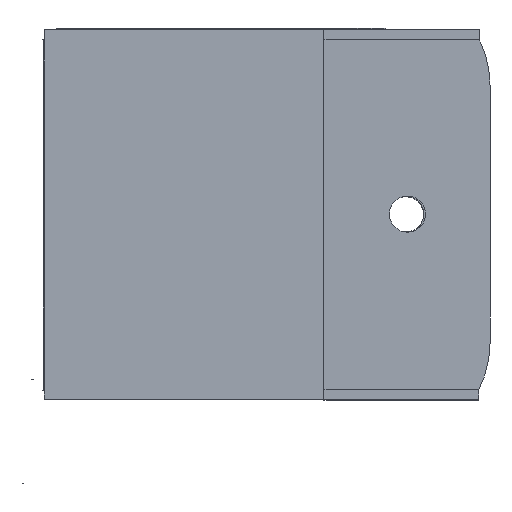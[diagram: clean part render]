
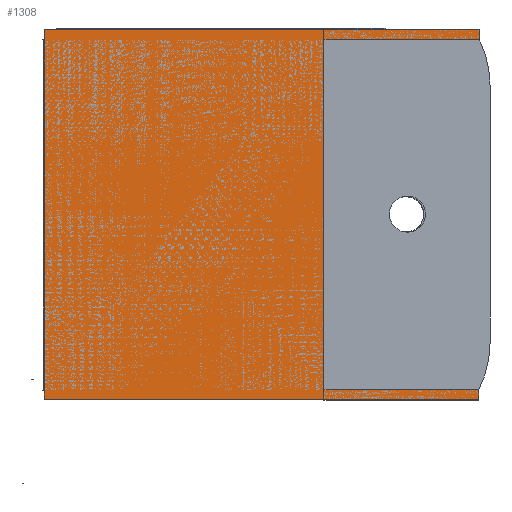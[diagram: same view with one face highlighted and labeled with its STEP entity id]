
A CAD part, front view. The second image highlights one B-rep face of the part: STEP entity #1308.
In plain terms, the highlighted planar face has unit normal (0, -1, 0).
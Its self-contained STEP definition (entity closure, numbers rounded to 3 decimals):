
#194=FACE_OUTER_BOUND('',#269,.T.);
#269=EDGE_LOOP('',(#1111,#1112,#1113,#1114,#1115,#1116,#1117,#1118,#1119,
#1120));
#369=LINE('',#3057,#495);
#370=LINE('',#3059,#496);
#371=LINE('',#3061,#497);
#372=LINE('',#3063,#498);
#373=LINE('',#3065,#499);
#374=LINE('',#3067,#500);
#375=LINE('',#3069,#501);
#376=LINE('',#3071,#502);
#377=LINE('',#3073,#503);
#378=LINE('',#3074,#504);
#495=VECTOR('',#1670,10.);
#496=VECTOR('',#1671,10.);
#497=VECTOR('',#1672,10.);
#498=VECTOR('',#1673,10.);
#499=VECTOR('',#1674,10.);
#500=VECTOR('',#1675,10.);
#501=VECTOR('',#1676,10.);
#502=VECTOR('',#1677,10.);
#503=VECTOR('',#1678,10.);
#504=VECTOR('',#1679,10.);
#637=VERTEX_POINT('',#3055);
#638=VERTEX_POINT('',#3056);
#639=VERTEX_POINT('',#3058);
#640=VERTEX_POINT('',#3060);
#641=VERTEX_POINT('',#3062);
#642=VERTEX_POINT('',#3064);
#643=VERTEX_POINT('',#3066);
#644=VERTEX_POINT('',#3068);
#645=VERTEX_POINT('',#3070);
#646=VERTEX_POINT('',#3072);
#818=EDGE_CURVE('',#637,#638,#369,.T.);
#819=EDGE_CURVE('',#639,#638,#370,.T.);
#820=EDGE_CURVE('',#640,#639,#371,.T.);
#821=EDGE_CURVE('',#640,#641,#372,.T.);
#822=EDGE_CURVE('',#642,#641,#373,.T.);
#823=EDGE_CURVE('',#642,#643,#374,.T.);
#824=EDGE_CURVE('',#643,#644,#375,.T.);
#825=EDGE_CURVE('',#644,#645,#376,.T.);
#826=EDGE_CURVE('',#646,#645,#377,.T.);
#827=EDGE_CURVE('',#637,#646,#378,.T.);
#1111=ORIENTED_EDGE('',*,*,#818,.T.);
#1112=ORIENTED_EDGE('',*,*,#819,.F.);
#1113=ORIENTED_EDGE('',*,*,#820,.F.);
#1114=ORIENTED_EDGE('',*,*,#821,.T.);
#1115=ORIENTED_EDGE('',*,*,#822,.F.);
#1116=ORIENTED_EDGE('',*,*,#823,.T.);
#1117=ORIENTED_EDGE('',*,*,#824,.T.);
#1118=ORIENTED_EDGE('',*,*,#825,.T.);
#1119=ORIENTED_EDGE('',*,*,#826,.F.);
#1120=ORIENTED_EDGE('',*,*,#827,.F.);
#1243=PLANE('',#1415);
#1308=ADVANCED_FACE('',(#194),#1243,.T.);
#1415=AXIS2_PLACEMENT_3D('',#3054,#1668,#1669);
#1668=DIRECTION('center_axis',(0.,-1.,0.));
#1669=DIRECTION('ref_axis',(1.,0.,0.));
#1670=DIRECTION('',(-1.,0.,0.));
#1671=DIRECTION('',(0.,0.,-1.));
#1672=DIRECTION('',(-1.,0.,0.));
#1673=DIRECTION('',(0.,0.,1.));
#1674=DIRECTION('',(1.,0.,0.));
#1675=DIRECTION('',(0.,0.,-1.));
#1676=DIRECTION('',(0.,0.,-1.));
#1677=DIRECTION('',(0.,0.,-1.));
#1678=DIRECTION('',(-1.,0.,0.));
#1679=DIRECTION('',(0.,0.,-1.));
#3054=CARTESIAN_POINT('Origin',(0.344,5.25,45.129));
#3055=CARTESIAN_POINT('',(98.171,5.25,-33.937));
#3056=CARTESIAN_POINT('',(68.165,5.25,-33.937));
#3057=CARTESIAN_POINT('',(26.051,5.25,-33.937));
#3058=CARTESIAN_POINT('',(68.165,5.25,33.891));
#3059=CARTESIAN_POINT('',(68.165,5.25,22.553));
#3060=CARTESIAN_POINT('',(98.322,5.25,33.891));
#3061=CARTESIAN_POINT('',(26.051,5.25,33.891));
#3062=CARTESIAN_POINT('',(98.322,5.25,35.841));
#3063=CARTESIAN_POINT('',(98.322,5.25,33.891));
#3064=CARTESIAN_POINT('',(13.957,5.25,35.841));
#3065=CARTESIAN_POINT('',(26.051,5.25,35.841));
#3066=CARTESIAN_POINT('',(13.957,5.25,33.891));
#3067=CARTESIAN_POINT('',(13.957,5.25,18.57));
#3068=CARTESIAN_POINT('',(13.957,5.25,-33.937));
#3069=CARTESIAN_POINT('',(13.957,5.25,18.57));
#3070=CARTESIAN_POINT('',(13.957,5.25,-35.737));
#3071=CARTESIAN_POINT('',(13.957,5.25,18.57));
#3072=CARTESIAN_POINT('',(98.171,5.25,-35.737));
#3073=CARTESIAN_POINT('',(26.051,5.25,-35.737));
#3074=CARTESIAN_POINT('',(98.171,5.25,-33.937));
